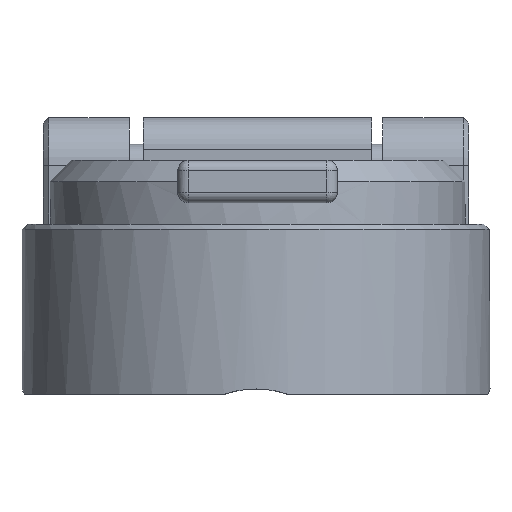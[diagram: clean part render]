
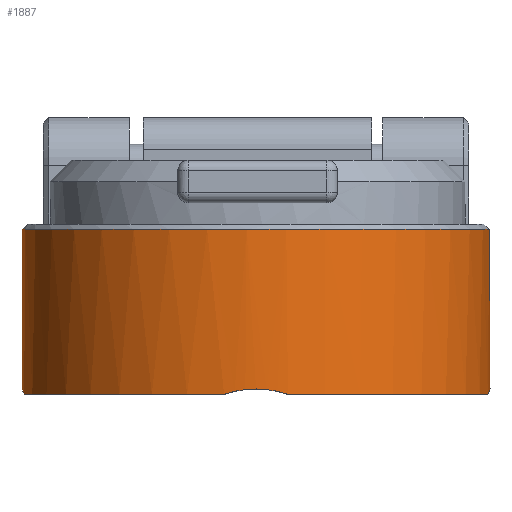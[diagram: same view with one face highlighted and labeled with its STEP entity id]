
A CAD part, front view. The second image highlights one B-rep face of the part: STEP entity #1887.
In plain terms, the highlighted cylindrical face has radius 22 mm (diameter 44 mm), a full revolution.
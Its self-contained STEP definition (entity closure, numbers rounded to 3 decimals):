
#1428=CARTESIAN_POINT('',(20.0,9.165,15.5));
#1429=VERTEX_POINT('',#1428);
#1438=CARTESIAN_POINT('',(20.0,9.165,6.));
#1439=VERTEX_POINT('',#1438);
#1440=CARTESIAN_POINT('',(20.0,9.165,6.));
#1441=DIRECTION('',(0.0,0.0,1.0));
#1442=VECTOR('',#1441,9.5);
#1443=LINE('',#1440,#1442);
#1444=EDGE_CURVE('',#1439,#1429,#1443,.T.);
#1487=CARTESIAN_POINT('',(-20.0,9.165,15.5));
#1488=VERTEX_POINT('',#1487);
#1520=CARTESIAN_POINT('',(-20.0,9.165,6.));
#1521=VERTEX_POINT('',#1520);
#1528=CARTESIAN_POINT('',(-20.0,9.165,15.5));
#1529=DIRECTION('',(0.0,0.0,-1.0));
#1530=VECTOR('',#1529,9.5);
#1531=LINE('',#1528,#1530);
#1532=EDGE_CURVE('',#1488,#1521,#1531,.T.);
#1542=CARTESIAN_POINT('',(-21.794,3.,0.0));
#1543=VERTEX_POINT('',#1542);
#1544=CARTESIAN_POINT('',(-22.0,0.,0.5));
#1545=VERTEX_POINT('',#1544);
#1546=CARTESIAN_POINT('',(-21.794,3.,0.));
#1547=CARTESIAN_POINT('',(-21.929,2.022,0.335));
#1548=CARTESIAN_POINT('',(-22.,0.986,0.5));
#1549=CARTESIAN_POINT('',(-22.0,0.,0.5));
#1550=B_SPLINE_CURVE_WITH_KNOTS('',3,(#1546,#1547,#1548,#1549),.UNSPECIFIED.,.F.,.U.,(4,4),(1.117,1.413),.UNSPECIFIED.);
#1551=EDGE_CURVE('',#1543,#1545,#1550,.T.);
#1572=CARTESIAN_POINT('',(-21.794,-3.,0.0));
#1573=VERTEX_POINT('',#1572);
#1580=CARTESIAN_POINT('',(-22.0,0.,0.5));
#1581=CARTESIAN_POINT('',(-22.,-0.986,0.5));
#1582=CARTESIAN_POINT('',(-21.929,-2.022,0.335));
#1583=CARTESIAN_POINT('',(-21.794,-3.,0.));
#1584=B_SPLINE_CURVE_WITH_KNOTS('',3,(#1580,#1581,#1582,#1583),.UNSPECIFIED.,.F.,.U.,(4,4),(1.413,1.709),.UNSPECIFIED.);
#1585=EDGE_CURVE('',#1545,#1573,#1584,.T.);
#1595=CARTESIAN_POINT('',(21.794,-3.0,0.0));
#1596=VERTEX_POINT('',#1595);
#1597=CARTESIAN_POINT('',(21.794,3.0,0.0));
#1598=VERTEX_POINT('',#1597);
#1599=CARTESIAN_POINT('',(21.794,-3.0,0.));
#1600=CARTESIAN_POINT('',(21.929,-2.022,0.335));
#1601=CARTESIAN_POINT('',(22.0,-0.986,0.5));
#1602=CARTESIAN_POINT('',(22.0,0.986,0.5));
#1603=CARTESIAN_POINT('',(21.929,2.022,0.335));
#1604=CARTESIAN_POINT('',(21.794,3.0,0.));
#1605=B_SPLINE_CURVE_WITH_KNOTS('',3,(#1599,#1600,#1601,#1602,#1603,#1604),.UNSPECIFIED.,.F.,.U.,(4,2,4),(3.943,4.239,4.535),.UNSPECIFIED.);
#1606=EDGE_CURVE('',#1596,#1598,#1605,.T.);
#1642=CARTESIAN_POINT('',(-3.,21.794,0.0));
#1643=VERTEX_POINT('',#1642);
#1644=CARTESIAN_POINT('',(0.0,0.0,0.0));
#1645=DIRECTION('',(0.0,0.0,-1.0));
#1646=DIRECTION('',(-1.0,0.0,0.0));
#1647=AXIS2_PLACEMENT_3D('',#1644,#1645,#1646);
#1648=CIRCLE('',#1647,22.0);
#1649=EDGE_CURVE('',#1543,#1643,#1648,.T.);
#1742=CARTESIAN_POINT('',(3.,-21.794,0.0));
#1743=VERTEX_POINT('',#1742);
#1744=CARTESIAN_POINT('',(0.0,0.0,0.0));
#1745=DIRECTION('',(0.0,0.0,-1.0));
#1746=DIRECTION('',(-1.0,0.0,0.0));
#1747=AXIS2_PLACEMENT_3D('',#1744,#1745,#1746);
#1748=CIRCLE('',#1747,22.0);
#1749=EDGE_CURVE('',#1596,#1743,#1748,.T.);
#1766=CARTESIAN_POINT('',(-3.,-21.794,0.0));
#1767=VERTEX_POINT('',#1766);
#1768=CARTESIAN_POINT('',(0.,-22.0,0.5));
#1769=VERTEX_POINT('',#1768);
#1770=CARTESIAN_POINT('',(-3.,-21.794,0.));
#1771=CARTESIAN_POINT('',(-2.022,-21.929,0.335));
#1772=CARTESIAN_POINT('',(-0.986,-22.,0.5));
#1773=CARTESIAN_POINT('',(0.,-22.0,0.5));
#1774=B_SPLINE_CURVE_WITH_KNOTS('',3,(#1770,#1771,#1772,#1773),.UNSPECIFIED.,.F.,.U.,(4,4),(1.117,1.413),.UNSPECIFIED.);
#1775=EDGE_CURVE('',#1767,#1769,#1774,.T.);
#1785=CARTESIAN_POINT('',(0.,-22.0,0.5));
#1786=CARTESIAN_POINT('',(0.986,-22.,0.5));
#1787=CARTESIAN_POINT('',(2.022,-21.929,0.335));
#1788=CARTESIAN_POINT('',(3.,-21.794,0.));
#1789=B_SPLINE_CURVE_WITH_KNOTS('',3,(#1785,#1786,#1787,#1788),.UNSPECIFIED.,.F.,.U.,(4,4),(1.413,1.709),.UNSPECIFIED.);
#1790=EDGE_CURVE('',#1769,#1743,#1789,.T.);
#1800=CARTESIAN_POINT('',(3.,21.794,0.0));
#1801=VERTEX_POINT('',#1800);
#1802=CARTESIAN_POINT('',(3.,21.794,0.));
#1803=CARTESIAN_POINT('',(2.022,21.929,0.335));
#1804=CARTESIAN_POINT('',(0.986,22.0,0.5));
#1805=CARTESIAN_POINT('',(-0.986,22.0,0.5));
#1806=CARTESIAN_POINT('',(-2.022,21.929,0.335));
#1807=CARTESIAN_POINT('',(-3.,21.794,0.));
#1808=B_SPLINE_CURVE_WITH_KNOTS('',3,(#1802,#1803,#1804,#1805,#1806,#1807),.UNSPECIFIED.,.F.,.U.,(4,2,4),(3.943,4.239,4.535),.UNSPECIFIED.);
#1809=EDGE_CURVE('',#1801,#1643,#1808,.T.);
#1822=CARTESIAN_POINT('',(0.0,0.0,0.0));
#1823=DIRECTION('',(0.0,0.0,1.0));
#1824=DIRECTION('',(-1.0,0.0,0.0));
#1825=AXIS2_PLACEMENT_3D('',#1822,#1823,#1824);
#1826=CYLINDRICAL_SURFACE('',#1825,22.0);
#1827=ORIENTED_EDGE('',*,*,#1585,.T.);
#1828=CARTESIAN_POINT('',(0.0,0.0,0.0));
#1829=DIRECTION('',(0.0,0.0,-1.0));
#1830=DIRECTION('',(-1.0,0.0,0.0));
#1831=AXIS2_PLACEMENT_3D('',#1828,#1829,#1830);
#1832=CIRCLE('',#1831,22.0);
#1833=EDGE_CURVE('',#1767,#1573,#1832,.T.);
#1834=ORIENTED_EDGE('',*,*,#1833,.F.);
#1835=ORIENTED_EDGE('',*,*,#1775,.T.);
#1836=ORIENTED_EDGE('',*,*,#1790,.T.);
#1837=ORIENTED_EDGE('',*,*,#1749,.F.);
#1838=ORIENTED_EDGE('',*,*,#1606,.T.);
#1839=CARTESIAN_POINT('',(0.0,0.0,0.0));
#1840=DIRECTION('',(0.0,0.0,-1.0));
#1841=DIRECTION('',(-1.0,0.0,0.0));
#1842=AXIS2_PLACEMENT_3D('',#1839,#1840,#1841);
#1843=CIRCLE('',#1842,22.0);
#1844=EDGE_CURVE('',#1801,#1598,#1843,.T.);
#1845=ORIENTED_EDGE('',*,*,#1844,.F.);
#1846=ORIENTED_EDGE('',*,*,#1809,.T.);
#1847=ORIENTED_EDGE('',*,*,#1649,.F.);
#1848=ORIENTED_EDGE('',*,*,#1551,.T.);
#1849=EDGE_LOOP('',(#1827,#1834,#1835,#1836,#1837,#1838,#1845,#1846,#1847,#1848));
#1850=FACE_OUTER_BOUND('',#1849,.T.);
#1851=CARTESIAN_POINT('',(0.0,0.0,15.5));
#1852=DIRECTION('',(0.0,0.0,1.0));
#1853=DIRECTION('',(-1.0,0.0,0.0));
#1854=AXIS2_PLACEMENT_3D('',#1851,#1852,#1853);
#1855=CIRCLE('',#1854,22.0);
#1856=EDGE_CURVE('',#1488,#1429,#1855,.T.);
#1857=ORIENTED_EDGE('',*,*,#1856,.F.);
#1858=ORIENTED_EDGE('',*,*,#1532,.T.);
#1859=CARTESIAN_POINT('',(-18.0,12.649,4.));
#1860=VERTEX_POINT('',#1859);
#1861=CARTESIAN_POINT('',(0.0,0.0,-14.0));
#1862=DIRECTION('',(-0.707,0.,-0.707));
#1863=DIRECTION('',(-0.707,0.0,0.707));
#1864=AXIS2_PLACEMENT_3D('',#1861,#1862,#1863);
#1865=ELLIPSE('',#1864,31.113,22.);
#1866=EDGE_CURVE('',#1860,#1521,#1865,.F.);
#1867=ORIENTED_EDGE('',*,*,#1866,.F.);
#1868=CARTESIAN_POINT('',(18.0,12.649,4.));
#1869=VERTEX_POINT('',#1868);
#1870=CARTESIAN_POINT('',(0.0,0.0,4.));
#1871=DIRECTION('',(0.0,0.0,-1.0));
#1872=DIRECTION('',(-1.0,0.0,0.0));
#1873=AXIS2_PLACEMENT_3D('',#1870,#1871,#1872);
#1874=CIRCLE('',#1873,22.0);
#1875=EDGE_CURVE('',#1860,#1869,#1874,.T.);
#1876=ORIENTED_EDGE('',*,*,#1875,.T.);
#1877=CARTESIAN_POINT('',(0.0,0.0,-14.));
#1878=DIRECTION('',(0.707,0.,-0.707));
#1879=DIRECTION('',(-0.707,0.0,-0.707));
#1880=AXIS2_PLACEMENT_3D('',#1877,#1878,#1879);
#1881=ELLIPSE('',#1880,31.113,22.0);
#1882=EDGE_CURVE('',#1439,#1869,#1881,.F.);
#1883=ORIENTED_EDGE('',*,*,#1882,.F.);
#1884=ORIENTED_EDGE('',*,*,#1444,.T.);
#1885=EDGE_LOOP('',(#1857,#1858,#1867,#1876,#1883,#1884));
#1886=FACE_BOUND('',#1885,.T.);
#1887=ADVANCED_FACE('',(#1850,#1886),#1826,.T.);
